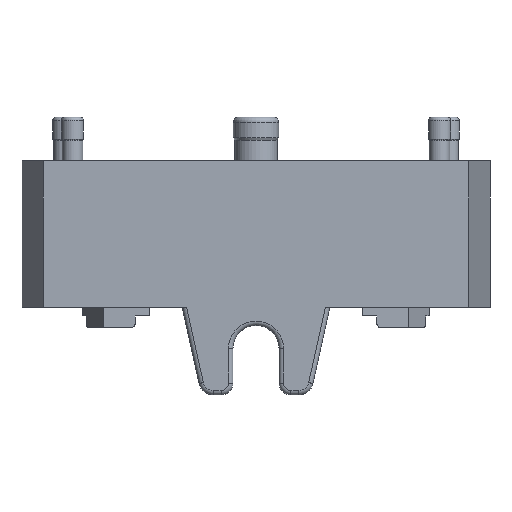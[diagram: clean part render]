
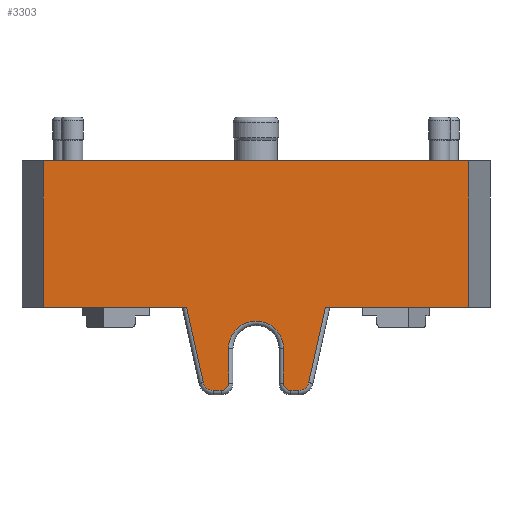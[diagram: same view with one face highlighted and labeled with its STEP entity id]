
A CAD part, front view. The second image highlights one B-rep face of the part: STEP entity #3303.
In plain terms, the highlighted planar face has unit normal (0, -1, 0).
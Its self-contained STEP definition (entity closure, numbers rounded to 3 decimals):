
#1601=FACE_OUTER_BOUND('',#6917,.T.);
#3303=ADVANCED_FACE('',(#1601),#4895,.T.);
#4895=PLANE('',#35612);
#6917=EDGE_LOOP('',(#14878,#14879,#14880,#14881,#14882,#14883,#14884,#14885,
#14886,#14887,#14888,#14889,#14890,#14891,#14892,#14893));
#7543=CIRCLE('',#35607,0.7);
#7544=CIRCLE('',#35608,0.5);
#7545=CIRCLE('',#35609,1.875);
#7546=CIRCLE('',#35610,0.5);
#7547=CIRCLE('',#35611,0.7);
#14878=ORIENTED_EDGE('',*,*,#21726,.F.);
#14879=ORIENTED_EDGE('',*,*,#24335,.T.);
#14880=ORIENTED_EDGE('',*,*,#21749,.T.);
#14881=ORIENTED_EDGE('',*,*,#24336,.T.);
#14882=ORIENTED_EDGE('',*,*,#24337,.T.);
#14883=ORIENTED_EDGE('',*,*,#24338,.T.);
#14884=ORIENTED_EDGE('',*,*,#24339,.T.);
#14885=ORIENTED_EDGE('',*,*,#24340,.T.);
#14886=ORIENTED_EDGE('',*,*,#24341,.T.);
#14887=ORIENTED_EDGE('',*,*,#24342,.T.);
#14888=ORIENTED_EDGE('',*,*,#24343,.T.);
#14889=ORIENTED_EDGE('',*,*,#24344,.T.);
#14890=ORIENTED_EDGE('',*,*,#24345,.T.);
#14891=ORIENTED_EDGE('',*,*,#24346,.T.);
#14892=ORIENTED_EDGE('',*,*,#21741,.T.);
#14893=ORIENTED_EDGE('',*,*,#21739,.T.);
#18517=VERTEX_POINT('',#47108);
#18518=VERTEX_POINT('',#47110);
#18530=VERTEX_POINT('',#47136);
#18531=VERTEX_POINT('',#47140);
#18538=VERTEX_POINT('',#47154);
#18539=VERTEX_POINT('',#47156);
#19965=VERTEX_POINT('',#52993);
#19966=VERTEX_POINT('',#52995);
#19967=VERTEX_POINT('',#52997);
#19968=VERTEX_POINT('',#52999);
#19969=VERTEX_POINT('',#53001);
#19970=VERTEX_POINT('',#53003);
#19971=VERTEX_POINT('',#53005);
#19972=VERTEX_POINT('',#53007);
#19973=VERTEX_POINT('',#53009);
#19974=VERTEX_POINT('',#53011);
#21726=EDGE_CURVE('',#18517,#18518,#26459,.T.);
#21739=EDGE_CURVE('',#18530,#18518,#26462,.T.);
#21741=EDGE_CURVE('',#18531,#18530,#26464,.T.);
#21749=EDGE_CURVE('',#18539,#18538,#26468,.T.);
#24335=EDGE_CURVE('',#18517,#18539,#28898,.T.);
#24336=EDGE_CURVE('',#18538,#19965,#28899,.T.);
#24337=EDGE_CURVE('',#19965,#19966,#7543,.T.);
#24338=EDGE_CURVE('',#19966,#19967,#28900,.T.);
#24339=EDGE_CURVE('',#19967,#19968,#7544,.T.);
#24340=EDGE_CURVE('',#19968,#19969,#28901,.T.);
#24341=EDGE_CURVE('',#19969,#19970,#7545,.T.);
#24342=EDGE_CURVE('',#19970,#19971,#28902,.T.);
#24343=EDGE_CURVE('',#19971,#19972,#7546,.T.);
#24344=EDGE_CURVE('',#19972,#19973,#28903,.T.);
#24345=EDGE_CURVE('',#19973,#19974,#7547,.T.);
#24346=EDGE_CURVE('',#19974,#18531,#28904,.T.);
#26459=LINE('',#47109,#30901);
#26462=LINE('',#47135,#30904);
#26464=LINE('',#47139,#30906);
#26468=LINE('',#47155,#30910);
#28898=LINE('',#52990,#33403);
#28899=LINE('',#52992,#33404);
#28900=LINE('',#52996,#33405);
#28901=LINE('',#53000,#33406);
#28902=LINE('',#53004,#33407);
#28903=LINE('',#53008,#33408);
#28904=LINE('',#53012,#33409);
#30901=VECTOR('',#37348,1.);
#30904=VECTOR('',#37373,1.);
#30906=VECTOR('',#37377,1.);
#30910=VECTOR('',#37389,1.);
#33403=VECTOR('',#42326,1.);
#33404=VECTOR('',#42329,1.);
#33405=VECTOR('',#42332,1.);
#33406=VECTOR('',#42335,1.);
#33407=VECTOR('',#42338,1.);
#33408=VECTOR('',#42341,1.);
#33409=VECTOR('',#42344,1.);
#35607=AXIS2_PLACEMENT_3D('',#52994,#42330,#42331);
#35608=AXIS2_PLACEMENT_3D('',#52998,#42333,#42334);
#35609=AXIS2_PLACEMENT_3D('',#53002,#42336,#42337);
#35610=AXIS2_PLACEMENT_3D('',#53006,#42339,#42340);
#35611=AXIS2_PLACEMENT_3D('',#53010,#42342,#42343);
#35612=AXIS2_PLACEMENT_3D('',#53013,#42345,#42346);
#37348=DIRECTION('',(1.,0.,0.));
#37373=DIRECTION('',(0.,0.,1.));
#37377=DIRECTION('',(1.,0.,0.));
#37389=DIRECTION('',(1.,0.,0.));
#42326=DIRECTION('',(0.,0.,-1.));
#42329=DIRECTION('',(0.216,0.,-0.976));
#42330=DIRECTION('',(0.,-1.,0.));
#42331=DIRECTION('',(-0.976,0.,-0.216));
#42332=DIRECTION('',(1.,0.,0.));
#42333=DIRECTION('',(0.,-1.,0.));
#42334=DIRECTION('',(0.,0.,-1.));
#42335=DIRECTION('',(0.,0.,1.));
#42336=DIRECTION('',(0.,1.,0.));
#42337=DIRECTION('',(-1.,0.,0.));
#42338=DIRECTION('',(0.,0.,-1.));
#42339=DIRECTION('',(0.,-1.,0.));
#42340=DIRECTION('',(-1.,0.,0.));
#42341=DIRECTION('',(1.,0.,0.));
#42342=DIRECTION('',(0.,-1.,0.));
#42343=DIRECTION('',(0.,0.,-1.));
#42344=DIRECTION('',(0.216,0.,0.976));
#42345=DIRECTION('',(0.,-1.,0.));
#42346=DIRECTION('',(-1.,0.,0.));
#47108=CARTESIAN_POINT('',(-16.493,58.332,10.));
#47109=CARTESIAN_POINT('',(-16.493,58.332,10.));
#47110=CARTESIAN_POINT('',(12.63,58.332,10.));
#47135=CARTESIAN_POINT('',(12.63,58.332,0.));
#47136=CARTESIAN_POINT('',(12.63,58.332,0.));
#47139=CARTESIAN_POINT('',(2.811,58.332,0.));
#47140=CARTESIAN_POINT('',(2.811,58.332,0.));
#47154=CARTESIAN_POINT('',(-6.674,58.332,0.));
#47155=CARTESIAN_POINT('',(-16.493,58.332,0.));
#47156=CARTESIAN_POINT('',(-16.493,58.332,0.));
#52990=CARTESIAN_POINT('',(-16.493,58.332,10.));
#52992=CARTESIAN_POINT('',(-6.674,58.332,0.));
#52993=CARTESIAN_POINT('',(-5.532,58.332,-5.152));
#52994=CARTESIAN_POINT('',(-4.849,58.332,-5.));
#52995=CARTESIAN_POINT('',(-4.849,58.332,-5.7));
#52996=CARTESIAN_POINT('',(-4.849,58.332,-5.7));
#52997=CARTESIAN_POINT('',(-4.306,58.332,-5.7));
#52998=CARTESIAN_POINT('',(-4.306,58.332,-5.2));
#52999=CARTESIAN_POINT('',(-3.806,58.332,-5.2));
#53000=CARTESIAN_POINT('',(-3.806,58.332,-5.2));
#53001=CARTESIAN_POINT('',(-3.806,58.332,-2.825));
#53002=CARTESIAN_POINT('',(-1.931,58.332,-2.825));
#53003=CARTESIAN_POINT('',(-0.056,58.332,-2.825));
#53004=CARTESIAN_POINT('',(-0.056,58.332,-2.825));
#53005=CARTESIAN_POINT('',(-0.056,58.332,-5.2));
#53006=CARTESIAN_POINT('',(0.444,58.332,-5.2));
#53007=CARTESIAN_POINT('',(0.444,58.332,-5.7));
#53008=CARTESIAN_POINT('',(0.444,58.332,-5.7));
#53009=CARTESIAN_POINT('',(0.986,58.332,-5.7));
#53010=CARTESIAN_POINT('',(0.986,58.332,-5.));
#53011=CARTESIAN_POINT('',(1.669,58.332,-5.152));
#53012=CARTESIAN_POINT('',(1.669,58.332,-5.152));
#53013=CARTESIAN_POINT('',(14.319,58.332,0.));
